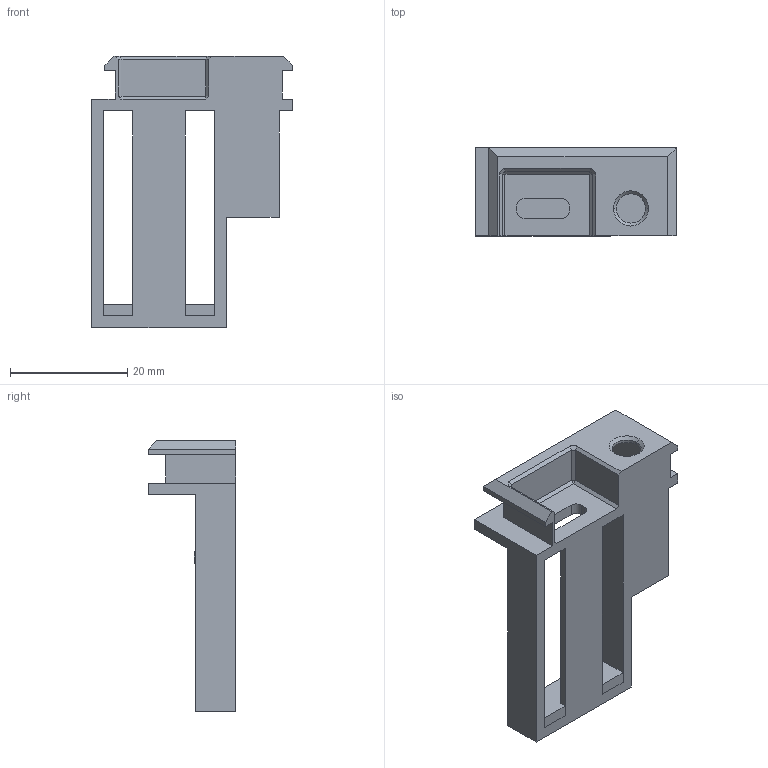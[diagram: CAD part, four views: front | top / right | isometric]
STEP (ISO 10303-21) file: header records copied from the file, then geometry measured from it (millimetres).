
FILE_DESCRIPTION (( 'STEP AP214' ), '1' );
FILE_NAME ('pro_micro_type_c__trs_jack.STEP', '2022-03-18T19:52:26', ( '' ), ( '' ), 'SwSTEP 2.0', 'SolidWorks 2022', '' );
FILE_SCHEMA (( 'AUTOMOTIVE_DESIGN' ));
Length unit declared in the file: millimetre
Products named in the file (1): pro_micro_type_c__trs_jack
Bounding box: 34.25 x 15 x 46.3 mm (x, y, z)
Volume: 4446.8 mm3; surface area: 5770.6 mm2
Topology: 3 solids, 3 shells, 89 faces, 240 edges, 155 vertices
Faces by surface type: plane 77, cylinder 10, cone 2
Entity records: 2813 total; most frequent: CARTESIAN_POINT 485, ORIENTED_EDGE 480, DIRECTION 443, EDGE_CURVE 240, VECTOR 217, LINE 217, VERTEX_POINT 155, AXIS2_PLACEMENT_3D 113
